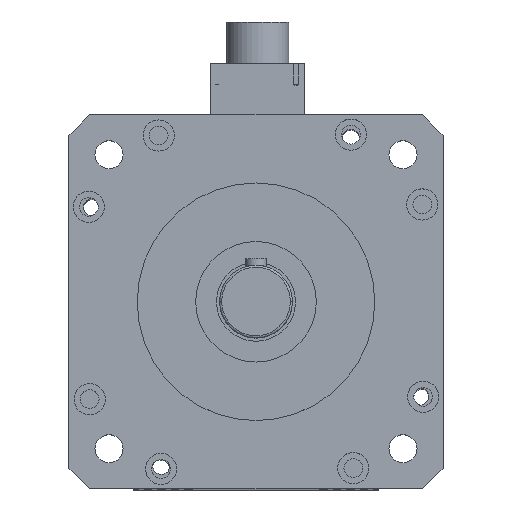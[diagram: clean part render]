
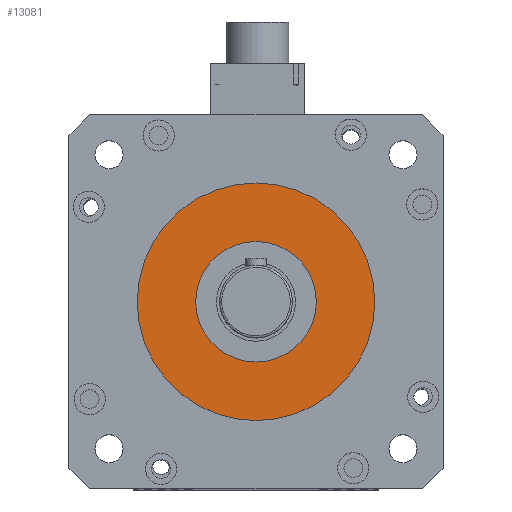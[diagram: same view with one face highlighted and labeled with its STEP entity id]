
A CAD part, top view. The second image highlights one B-rep face of the part: STEP entity #13081.
In plain terms, the highlighted planar face has unit normal (0, 0, 1).
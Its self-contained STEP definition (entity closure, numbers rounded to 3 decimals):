
#17 = CARTESIAN_POINT ( 'NONE',  ( 0., 0., 229.2 ) ) ;
#422 = DIRECTION ( 'NONE',  ( 0., 0., 1. ) ) ;
#887 = AXIS2_PLACEMENT_3D ( 'NONE', #9593, #422, #3392 ) ;
#1048 = DIRECTION ( 'NONE',  ( 1., 0., 0. ) ) ;
#1146 = CARTESIAN_POINT ( 'NONE',  ( 0., 0., 229.2 ) ) ;
#1169 = CARTESIAN_POINT ( 'NONE',  ( 0., 0., 229.2 ) ) ;
#1293 = VERTEX_POINT ( 'NONE', #14417 ) ;
#2217 = FACE_BOUND ( 'NONE', #9391, .T. ) ;
#2590 = VERTEX_POINT ( 'NONE', #15812 ) ;
#2791 = VERTEX_POINT ( 'NONE', #18335 ) ;
#3347 = CIRCLE ( 'NONE', #8090, 57.15 ) ;
#3392 = DIRECTION ( 'NONE',  ( 1., 0., 0. ) ) ;
#4883 = DIRECTION ( 'NONE',  ( 1., 0., 0. ) ) ;
#4964 = CARTESIAN_POINT ( 'NONE',  ( 29., 0., 229.2 ) ) ;
#5086 = FACE_OUTER_BOUND ( 'NONE', #19367, .T. ) ;
#6159 = CIRCLE ( 'NONE', #9927, 29. ) ;
#6279 = AXIS2_PLACEMENT_3D ( 'NONE', #17, #17849, #11832 ) ;
#8090 = AXIS2_PLACEMENT_3D ( 'NONE', #1169, #10348, #9947 ) ;
#8148 = CIRCLE ( 'NONE', #887, 29. ) ;
#8460 = DIRECTION ( 'NONE',  ( 0., 0., 1. ) ) ;
#8767 = ORIENTED_EDGE ( 'NONE', *, *, #14600, .F. ) ;
#9311 = AXIS2_PLACEMENT_3D ( 'NONE', #11093, #17098, #4883 ) ;
#9391 = EDGE_LOOP ( 'NONE', ( #12147, #8767 ) ) ;
#9593 = CARTESIAN_POINT ( 'NONE',  ( 0., 0., 229.2 ) ) ;
#9927 = AXIS2_PLACEMENT_3D ( 'NONE', #1146, #8460, #1048 ) ;
#9947 = DIRECTION ( 'NONE',  ( -1., 0., 0. ) ) ;
#10348 = DIRECTION ( 'NONE',  ( 0., 0., -1. ) ) ;
#11093 = CARTESIAN_POINT ( 'NONE',  ( 57.15, 0., 229.2 ) ) ;
#11293 = EDGE_CURVE ( 'NONE', #11588, #2590, #6159, .T. ) ;
#11588 = VERTEX_POINT ( 'NONE', #4964 ) ;
#11832 = DIRECTION ( 'NONE',  ( -1., 0., 0. ) ) ;
#12139 = ORIENTED_EDGE ( 'NONE', *, *, #18974, .F. ) ;
#12147 = ORIENTED_EDGE ( 'NONE', *, *, #11293, .F. ) ;
#12321 = EDGE_CURVE ( 'NONE', #2791, #1293, #3347, .T. ) ;
#13081 = ADVANCED_FACE ( 'NONE', ( #5086, #2217 ), #14235, .T. ) ;
#13350 = ORIENTED_EDGE ( 'NONE', *, *, #12321, .F. ) ;
#13816 = CIRCLE ( 'NONE', #6279, 57.15 ) ;
#14235 = PLANE ( 'NONE',  #9311 ) ;
#14417 = CARTESIAN_POINT ( 'NONE',  ( -57.15, 0., 229.2 ) ) ;
#14600 = EDGE_CURVE ( 'NONE', #2590, #11588, #8148, .T. ) ;
#15812 = CARTESIAN_POINT ( 'NONE',  ( -29., 0., 229.2 ) ) ;
#17098 = DIRECTION ( 'NONE',  ( 0., 0., 1. ) ) ;
#17849 = DIRECTION ( 'NONE',  ( 0., 0., -1. ) ) ;
#18335 = CARTESIAN_POINT ( 'NONE',  ( 57.15, 0., 229.2 ) ) ;
#18974 = EDGE_CURVE ( 'NONE', #1293, #2791, #13816, .T. ) ;
#19367 = EDGE_LOOP ( 'NONE', ( #12139, #13350 ) ) ;
